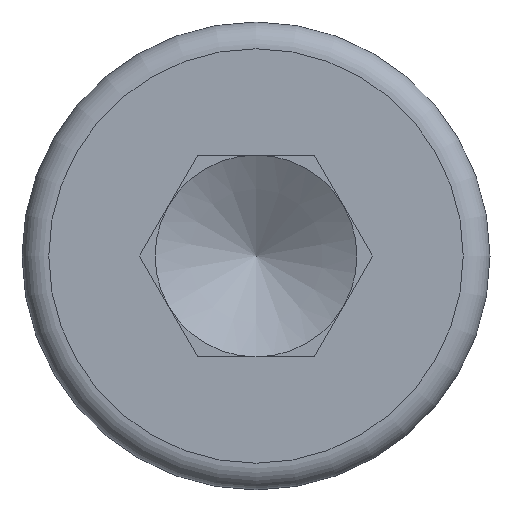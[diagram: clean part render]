
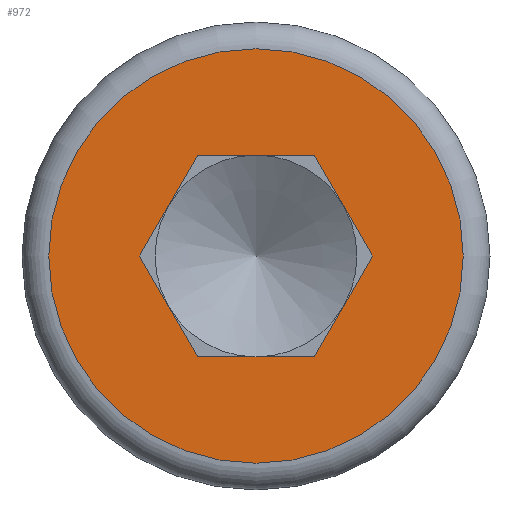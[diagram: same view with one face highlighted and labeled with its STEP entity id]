
A CAD part, left-side view. The second image highlights one B-rep face of the part: STEP entity #972.
In plain terms, the highlighted planar face has unit normal (-1, 0, 0).
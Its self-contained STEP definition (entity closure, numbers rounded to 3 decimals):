
#3 = CARTESIAN_POINT ( 'NONE',  ( 0., 0.872, 1.51 ) ) ;
#53 = VECTOR ( 'NONE', #1235, 1000. ) ;
#65 = CARTESIAN_POINT ( 'NONE',  ( 0., -0.872, 1.51 ) ) ;
#67 = EDGE_CURVE ( 'NONE', #698, #698, #445, .T. ) ;
#71 = CARTESIAN_POINT ( 'NONE',  ( 0., -1.744, 0. ) ) ;
#99 = ORIENTED_EDGE ( 'NONE', *, *, #1073, .T. ) ;
#135 = CARTESIAN_POINT ( 'NONE',  ( 0., 0., 0. ) ) ;
#213 = EDGE_CURVE ( 'NONE', #1232, #466, #1165, .T. ) ;
#267 = CARTESIAN_POINT ( 'NONE',  ( 0., 0.872, -1.51 ) ) ;
#268 = VERTEX_POINT ( 'NONE', #879 ) ;
#318 = AXIS2_PLACEMENT_3D ( 'NONE', #135, #839, #554 ) ;
#338 = VECTOR ( 'NONE', #594, 1000. ) ;
#343 = PLANE ( 'NONE',  #1069 ) ;
#422 = CARTESIAN_POINT ( 'NONE',  ( 0., 0., 0. ) ) ;
#445 = CIRCLE ( 'NONE', #318, 3.1 ) ;
#466 = VERTEX_POINT ( 'NONE', #629 ) ;
#476 = DIRECTION ( 'NONE',  ( 0., -0.5, -0.866 ) ) ;
#478 = CARTESIAN_POINT ( 'NONE',  ( 0., -0.872, 1.51 ) ) ;
#529 = CARTESIAN_POINT ( 'NONE',  ( 0., 0.872, -1.51 ) ) ;
#545 = VECTOR ( 'NONE', #865, 1000. ) ;
#554 = DIRECTION ( 'NONE',  ( 0., 0., 1. ) ) ;
#572 = LINE ( 'NONE', #65, #1214 ) ;
#583 = VECTOR ( 'NONE', #476, 1000. ) ;
#594 = DIRECTION ( 'NONE',  ( 0., -0.5, -0.866 ) ) ;
#629 = CARTESIAN_POINT ( 'NONE',  ( 0., -1.744, 0. ) ) ;
#651 = ORIENTED_EDGE ( 'NONE', *, *, #1215, .F. ) ;
#660 = ORIENTED_EDGE ( 'NONE', *, *, #986, .F. ) ;
#698 = VERTEX_POINT ( 'NONE', #1064 ) ;
#712 = LINE ( 'NONE', #529, #53 ) ;
#719 = FACE_OUTER_BOUND ( 'NONE', #1250, .T. ) ;
#720 = LINE ( 'NONE', #71, #545 ) ;
#733 = ORIENTED_EDGE ( 'NONE', *, *, #1103, .T. ) ;
#739 = VERTEX_POINT ( 'NONE', #3 ) ;
#753 = CARTESIAN_POINT ( 'NONE',  ( 0., 1.744, 0. ) ) ;
#792 = ORIENTED_EDGE ( 'NONE', *, *, #1177, .F. ) ;
#831 = LINE ( 'NONE', #1230, #1090 ) ;
#837 = FACE_BOUND ( 'NONE', #862, .T. ) ;
#839 = DIRECTION ( 'NONE',  ( -1., 0., 0. ) ) ;
#852 = LINE ( 'NONE', #753, #583 ) ;
#862 = EDGE_LOOP ( 'NONE', ( #99, #792, #1288, #733, #660, #651 ) ) ;
#865 = DIRECTION ( 'NONE',  ( 0., 0.5, -0.866 ) ) ;
#879 = CARTESIAN_POINT ( 'NONE',  ( 0., -0.872, -1.51 ) ) ;
#924 = VERTEX_POINT ( 'NONE', #1022 ) ;
#972 = ADVANCED_FACE ( 'NONE', ( #837, #719 ), #343, .T. ) ;
#975 = CARTESIAN_POINT ( 'NONE',  ( 0., -0.872, 1.51 ) ) ;
#986 = EDGE_CURVE ( 'NONE', #1141, #268, #712, .T. ) ;
#1009 = DIRECTION ( 'NONE',  ( 0., 0., 1. ) ) ;
#1022 = CARTESIAN_POINT ( 'NONE',  ( 0., 1.744, 0. ) ) ;
#1030 = DIRECTION ( 'NONE',  ( 0., -0.5, 0.866 ) ) ;
#1050 = ORIENTED_EDGE ( 'NONE', *, *, #67, .T. ) ;
#1064 = CARTESIAN_POINT ( 'NONE',  ( 0., 0., 3.1 ) ) ;
#1069 = AXIS2_PLACEMENT_3D ( 'NONE', #422, #1127, #1009 ) ;
#1073 = EDGE_CURVE ( 'NONE', #924, #739, #831, .T. ) ;
#1090 = VECTOR ( 'NONE', #1030, 1000. ) ;
#1103 = EDGE_CURVE ( 'NONE', #466, #268, #720, .T. ) ;
#1127 = DIRECTION ( 'NONE',  ( -1., 0., 0. ) ) ;
#1141 = VERTEX_POINT ( 'NONE', #267 ) ;
#1154 = DIRECTION ( 'NONE',  ( 0., 1., 0. ) ) ;
#1165 = LINE ( 'NONE', #478, #338 ) ;
#1177 = EDGE_CURVE ( 'NONE', #1232, #739, #572, .T. ) ;
#1214 = VECTOR ( 'NONE', #1154, 1000. ) ;
#1215 = EDGE_CURVE ( 'NONE', #924, #1141, #852, .T. ) ;
#1230 = CARTESIAN_POINT ( 'NONE',  ( 0., 1.744, 0. ) ) ;
#1232 = VERTEX_POINT ( 'NONE', #975 ) ;
#1235 = DIRECTION ( 'NONE',  ( 0., -1., 0. ) ) ;
#1250 = EDGE_LOOP ( 'NONE', ( #1050 ) ) ;
#1288 = ORIENTED_EDGE ( 'NONE', *, *, #213, .T. ) ;
